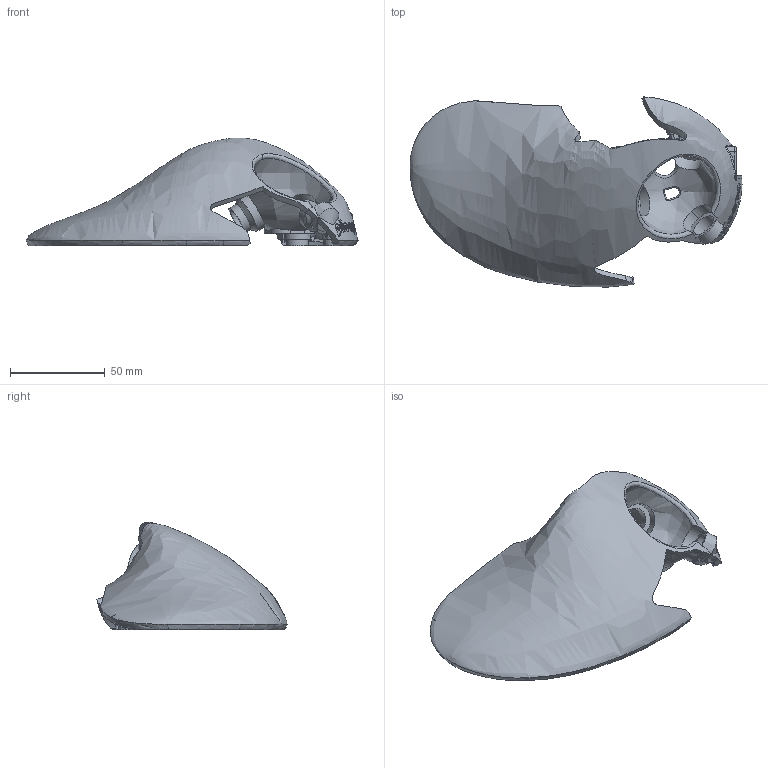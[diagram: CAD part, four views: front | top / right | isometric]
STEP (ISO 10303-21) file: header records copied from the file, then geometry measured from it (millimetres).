
FILE_DESCRIPTION(/* description */ (''),/* implementation_level */ '2;1');
FILE_NAME(/* name */ 'PLOOPY~4',/* time_stamp */ '2022-01-30T19:34:48+00:00',/* author */ (''),/* organization */ (''),/* preprocessor_version */ 'ST-DEVELOPER v16.5',/* originating_system */ '',/* authorisation */ '');
FILE_SCHEMA (('AUTOMOTIVE_DESIGN'));
Length unit declared in the file: millimetre
Products named in the file (1): Document
Bounding box: 175.3 x 100.44 x 56.96 mm (x, y, z)
Volume: 66491.3 mm3; surface area: 45331.9 mm2
Topology: 1 solids, 1 shells, 470 faces, 1277 edges, 820 vertices
Faces by surface type: bspline 386, plane 84
Entity records: 100003 total; most frequent: CARTESIAN_POINT 92401, ORIENTED_EDGE 2552, EDGE_CURVE 1276, B_SPLINE_CURVE_WITH_KNOTS 956, VERTEX_POINT 820, EDGE_LOOP 500, ADVANCED_FACE 470, FACE_OUTER_BOUND 470
